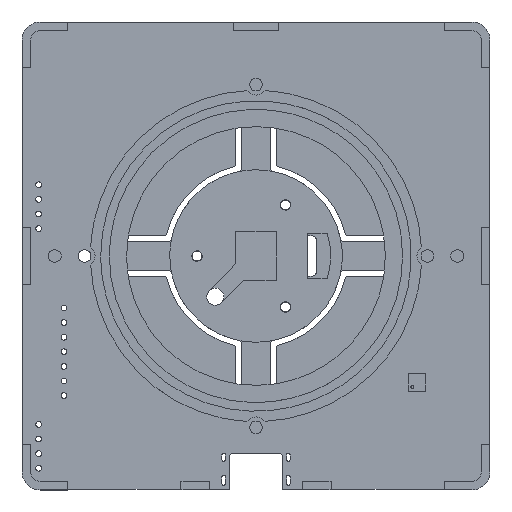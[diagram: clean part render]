
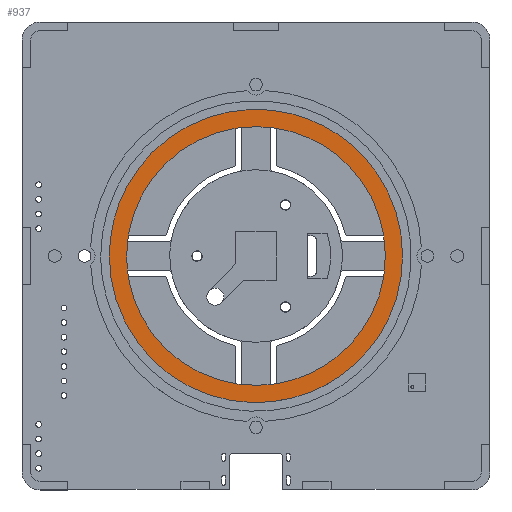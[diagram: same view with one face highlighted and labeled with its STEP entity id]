
A CAD part, top view. The second image highlights one B-rep face of the part: STEP entity #937.
In plain terms, the highlighted free-form (B-spline) face has degree [1, 1] with [2, 2] control points.
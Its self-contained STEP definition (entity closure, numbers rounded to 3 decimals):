
#646 = VERTEX_POINT('',#647);
#647 = CARTESIAN_POINT('',(22.5,0.,0.5));
#655 = ( BOUNDED_SURFACE() B_SPLINE_SURFACE(2,1,(
    (#656,#657)
    ,(#658,#659)
    ,(#660,#661)
    ,(#662,#663)
    ,(#664,#665)
    ,(#666,#667)
    ,(#668,#669)
    ,(#670,#671)
,(#672,#673
    )),.UNSPECIFIED.,.T.,.F.,.F.) B_SPLINE_SURFACE_WITH_KNOTS((3,2,2,2,3
    ),(2,2),(-3.142,-2.094,0.,2.094,
3.142),(0.,0.5),.UNSPECIFIED.) GEOMETRIC_REPRESENTATION_ITEM() 
RATIONAL_B_SPLINE_SURFACE((
    (0.75,0.75)
    ,(0.75,0.75)
    ,(1.,1.)
    ,(0.5,0.5)
    ,(1.,1.)
    ,(0.5,0.5)
    ,(1.,1.)
    ,(0.75,0.75)
,(0.75,0.75))) REPRESENTATION_ITEM('') SURFACE() );
#656 = CARTESIAN_POINT('',(22.5,0.,0.));
#657 = CARTESIAN_POINT('',(22.5,0.,0.5));
#658 = CARTESIAN_POINT('',(22.5,12.99,0.));
#659 = CARTESIAN_POINT('',(22.5,12.99,0.5));
#660 = CARTESIAN_POINT('',(11.25,19.486,0.));
#661 = CARTESIAN_POINT('',(11.25,19.486,0.5));
#662 = CARTESIAN_POINT('',(-22.5,38.971,0.));
#663 = CARTESIAN_POINT('',(-22.5,38.971,0.5));
#664 = CARTESIAN_POINT('',(-22.5,0.,0.));
#665 = CARTESIAN_POINT('',(-22.5,0.,0.5));
#666 = CARTESIAN_POINT('',(-22.5,-38.971,0.));
#667 = CARTESIAN_POINT('',(-22.5,-38.971,0.5));
#668 = CARTESIAN_POINT('',(11.25,-19.486,0.));
#669 = CARTESIAN_POINT('',(11.25,-19.486,0.5));
#670 = CARTESIAN_POINT('',(22.5,-12.99,0.));
#671 = CARTESIAN_POINT('',(22.5,-12.99,0.5));
#672 = CARTESIAN_POINT('',(22.5,0.,0.));
#673 = CARTESIAN_POINT('',(22.5,0.,0.5));
#742 = EDGE_CURVE('',#646,#646,#743,.T.);
#743 = SURFACE_CURVE('',#744,(#752,#778),.PCURVE_S1.);
#744 = ( BOUNDED_CURVE() B_SPLINE_CURVE(2,(#745,#746,#747,#748,#749,#750
,#751),.UNSPECIFIED.,.T.,.F.) B_SPLINE_CURVE_WITH_KNOTS((3,2,2,3),(
    3.142,5.236,7.33,9.425),
.PIECEWISE_BEZIER_KNOTS.) CURVE() GEOMETRIC_REPRESENTATION_ITEM() 
RATIONAL_B_SPLINE_CURVE((1.,0.5,1.,0.5,1.,0.5,1.)) REPRESENTATION_ITEM(
  '') );
#745 = CARTESIAN_POINT('',(22.5,0.,0.5));
#746 = CARTESIAN_POINT('',(22.5,-38.971,0.5));
#747 = CARTESIAN_POINT('',(-11.25,-19.486,0.5));
#748 = CARTESIAN_POINT('',(-45.,0.,0.5));
#749 = CARTESIAN_POINT('',(-11.25,19.486,0.5));
#750 = CARTESIAN_POINT('',(22.5,38.971,0.5));
#751 = CARTESIAN_POINT('',(22.5,0.,0.5));
#752 = PCURVE('',#655,#753);
#753 = DEFINITIONAL_REPRESENTATION('',(#754),#777);
#754 = B_SPLINE_CURVE_WITH_KNOTS('',7,(#755,#756,#757,#758,#759,#760,
    #761,#762,#763,#764,#765,#766,#767,#768,#769,#770,#771,#772,#773,
    #774,#775,#776),.UNSPECIFIED.,.F.,.F.,(8,7,7,8),(3.142,
    5.236,7.33,9.425),
  .PIECEWISE_BEZIER_KNOTS.);
#755 = CARTESIAN_POINT('',(3.142,0.5));
#756 = CARTESIAN_POINT('',(2.927,0.5));
#757 = CARTESIAN_POINT('',(2.579,0.5));
#758 = CARTESIAN_POINT('',(2.588,0.5));
#759 = CARTESIAN_POINT('',(1.601,0.5));
#760 = CARTESIAN_POINT('',(1.61,0.5));
#761 = CARTESIAN_POINT('',(1.262,0.5));
#762 = CARTESIAN_POINT('',(1.047,0.5));
#763 = CARTESIAN_POINT('',(0.833,0.5));
#764 = CARTESIAN_POINT('',(0.485,0.5));
#765 = CARTESIAN_POINT('',(0.493,0.5));
#766 = CARTESIAN_POINT('',(-0.493,0.5));
#767 = CARTESIAN_POINT('',(-0.485,0.5));
#768 = CARTESIAN_POINT('',(-0.833,0.5));
#769 = CARTESIAN_POINT('',(-1.047,0.5));
#770 = CARTESIAN_POINT('',(-1.262,0.5));
#771 = CARTESIAN_POINT('',(-1.61,0.5));
#772 = CARTESIAN_POINT('',(-1.601,0.5));
#773 = CARTESIAN_POINT('',(-2.588,0.5));
#774 = CARTESIAN_POINT('',(-2.579,0.5));
#775 = CARTESIAN_POINT('',(-2.927,0.5));
#776 = CARTESIAN_POINT('',(-3.142,0.5));
#777 = ( GEOMETRIC_REPRESENTATION_CONTEXT(2) 
PARAMETRIC_REPRESENTATION_CONTEXT() REPRESENTATION_CONTEXT('2D SPACE',''
  ) );
#778 = PCURVE('',#779,#784);
#779 = B_SPLINE_SURFACE_WITH_KNOTS('',1,1,(
    (#780,#781)
    ,(#782,#783
    )),.UNSPECIFIED.,.F.,.F.,.F.,(2,2),(2,2),(-25.5,25.5),(-25.5,25.5),
  .PIECEWISE_BEZIER_KNOTS.);
#780 = CARTESIAN_POINT('',(25.5,25.5,0.5));
#781 = CARTESIAN_POINT('',(25.5,-25.5,0.5));
#782 = CARTESIAN_POINT('',(-25.5,25.5,0.5));
#783 = CARTESIAN_POINT('',(-25.5,-25.5,0.5));
#784 = DEFINITIONAL_REPRESENTATION('',(#785),#793);
#785 = ( BOUNDED_CURVE() B_SPLINE_CURVE(2,(#786,#787,#788,#789,#790,#791
,#792),.UNSPECIFIED.,.F.,.F.) B_SPLINE_CURVE_WITH_KNOTS((3,2,2,3),(
    3.142,5.236,7.33,9.425),
.PIECEWISE_BEZIER_KNOTS.) CURVE() GEOMETRIC_REPRESENTATION_ITEM() 
RATIONAL_B_SPLINE_CURVE((1.,0.5,1.,0.5,1.,0.5,1.)) REPRESENTATION_ITEM(
  '') );
#786 = CARTESIAN_POINT('',(-22.5,0.));
#787 = CARTESIAN_POINT('',(-22.5,38.971));
#788 = CARTESIAN_POINT('',(11.25,19.486));
#789 = CARTESIAN_POINT('',(45.,0.));
#790 = CARTESIAN_POINT('',(11.25,-19.486));
#791 = CARTESIAN_POINT('',(-22.5,-38.971));
#792 = CARTESIAN_POINT('',(-22.5,0.));
#793 = ( GEOMETRIC_REPRESENTATION_CONTEXT(2) 
PARAMETRIC_REPRESENTATION_CONTEXT() REPRESENTATION_CONTEXT('2D SPACE',''
  ) );
#798 = EDGE_CURVE('',#799,#799,#801,.T.);
#799 = VERTEX_POINT('',#800);
#800 = CARTESIAN_POINT('',(25.5,0.,0.5));
#801 = SURFACE_CURVE('',#802,(#810,#855),.PCURVE_S1.);
#802 = ( BOUNDED_CURVE() B_SPLINE_CURVE(2,(#803,#804,#805,#806,#807,#808
,#809),.UNSPECIFIED.,.T.,.F.) B_SPLINE_CURVE_WITH_KNOTS((3,2,2,3),(
    3.142,5.236,7.33,9.425),
.PIECEWISE_BEZIER_KNOTS.) CURVE() GEOMETRIC_REPRESENTATION_ITEM() 
RATIONAL_B_SPLINE_CURVE((1.,0.5,1.,0.5,1.,0.5,1.)) REPRESENTATION_ITEM(
  '') );
#803 = CARTESIAN_POINT('',(25.5,0.,0.5));
#804 = CARTESIAN_POINT('',(25.5,44.167,0.5));
#805 = CARTESIAN_POINT('',(-12.75,22.084,0.5));
#806 = CARTESIAN_POINT('',(-51.,0.,0.5));
#807 = CARTESIAN_POINT('',(-12.75,-22.084,0.5));
#808 = CARTESIAN_POINT('',(25.5,-44.167,0.5));
#809 = CARTESIAN_POINT('',(25.5,0.,0.5));
#810 = PCURVE('',#811,#830);
#811 = ( BOUNDED_SURFACE() B_SPLINE_SURFACE(2,1,(
    (#812,#813)
    ,(#814,#815)
    ,(#816,#817)
    ,(#818,#819)
    ,(#820,#821)
    ,(#822,#823)
    ,(#824,#825)
    ,(#826,#827)
,(#828,#829
    )),.UNSPECIFIED.,.T.,.F.,.F.) B_SPLINE_SURFACE_WITH_KNOTS((3,2,2,2,3
    ),(2,2),(-3.142,-2.094,0.,2.094,
3.142),(0.,0.5),.UNSPECIFIED.) GEOMETRIC_REPRESENTATION_ITEM() 
RATIONAL_B_SPLINE_SURFACE((
    (0.75,0.75)
    ,(0.75,0.75)
    ,(1.,1.)
    ,(0.5,0.5)
    ,(1.,1.)
    ,(0.5,0.5)
    ,(1.,1.)
    ,(0.75,0.75)
,(0.75,0.75))) REPRESENTATION_ITEM('') SURFACE() );
#812 = CARTESIAN_POINT('',(25.5,0.,0.));
#813 = CARTESIAN_POINT('',(25.5,0.,0.5));
#814 = CARTESIAN_POINT('',(25.5,14.722,0.));
#815 = CARTESIAN_POINT('',(25.5,14.722,0.5));
#816 = CARTESIAN_POINT('',(12.75,22.084,0.));
#817 = CARTESIAN_POINT('',(12.75,22.084,0.5));
#818 = CARTESIAN_POINT('',(-25.5,44.167,0.));
#819 = CARTESIAN_POINT('',(-25.5,44.167,0.5));
#820 = CARTESIAN_POINT('',(-25.5,0.,0.));
#821 = CARTESIAN_POINT('',(-25.5,0.,0.5));
#822 = CARTESIAN_POINT('',(-25.5,-44.167,0.));
#823 = CARTESIAN_POINT('',(-25.5,-44.167,0.5));
#824 = CARTESIAN_POINT('',(12.75,-22.084,0.));
#825 = CARTESIAN_POINT('',(12.75,-22.084,0.5));
#826 = CARTESIAN_POINT('',(25.5,-14.722,0.));
#827 = CARTESIAN_POINT('',(25.5,-14.722,0.5));
#828 = CARTESIAN_POINT('',(25.5,0.,0.));
#829 = CARTESIAN_POINT('',(25.5,0.,0.5));
#830 = DEFINITIONAL_REPRESENTATION('',(#831),#854);
#831 = B_SPLINE_CURVE_WITH_KNOTS('',7,(#832,#833,#834,#835,#836,#837,
    #838,#839,#840,#841,#842,#843,#844,#845,#846,#847,#848,#849,#850,
    #851,#852,#853),.UNSPECIFIED.,.F.,.F.,(8,7,7,8),(3.142,
    5.236,7.33,9.425),
  .PIECEWISE_BEZIER_KNOTS.);
#832 = CARTESIAN_POINT('',(-3.142,0.5));
#833 = CARTESIAN_POINT('',(-2.927,0.5));
#834 = CARTESIAN_POINT('',(-2.579,0.5));
#835 = CARTESIAN_POINT('',(-2.588,0.5));
#836 = CARTESIAN_POINT('',(-1.601,0.5));
#837 = CARTESIAN_POINT('',(-1.61,0.5));
#838 = CARTESIAN_POINT('',(-1.262,0.5));
#839 = CARTESIAN_POINT('',(-1.047,0.5));
#840 = CARTESIAN_POINT('',(-0.833,0.5));
#841 = CARTESIAN_POINT('',(-0.485,0.5));
#842 = CARTESIAN_POINT('',(-0.493,0.5));
#843 = CARTESIAN_POINT('',(0.493,0.5));
#844 = CARTESIAN_POINT('',(0.485,0.5));
#845 = CARTESIAN_POINT('',(0.833,0.5));
#846 = CARTESIAN_POINT('',(1.047,0.5));
#847 = CARTESIAN_POINT('',(1.262,0.5));
#848 = CARTESIAN_POINT('',(1.61,0.5));
#849 = CARTESIAN_POINT('',(1.601,0.5));
#850 = CARTESIAN_POINT('',(2.588,0.5));
#851 = CARTESIAN_POINT('',(2.579,0.5));
#852 = CARTESIAN_POINT('',(2.927,0.5));
#853 = CARTESIAN_POINT('',(3.142,0.5));
#854 = ( GEOMETRIC_REPRESENTATION_CONTEXT(2) 
PARAMETRIC_REPRESENTATION_CONTEXT() REPRESENTATION_CONTEXT('2D SPACE',''
  ) );
#855 = PCURVE('',#779,#856);
#856 = DEFINITIONAL_REPRESENTATION('',(#857),#865);
#857 = ( BOUNDED_CURVE() B_SPLINE_CURVE(2,(#858,#859,#860,#861,#862,#863
,#864),.UNSPECIFIED.,.F.,.F.) B_SPLINE_CURVE_WITH_KNOTS((3,2,2,3),(
    3.142,5.236,7.33,9.425),
.PIECEWISE_BEZIER_KNOTS.) CURVE() GEOMETRIC_REPRESENTATION_ITEM() 
RATIONAL_B_SPLINE_CURVE((1.,0.5,1.,0.5,1.,0.5,1.)) REPRESENTATION_ITEM(
  '') );
#858 = CARTESIAN_POINT('',(-25.5,0.));
#859 = CARTESIAN_POINT('',(-25.5,-44.167));
#860 = CARTESIAN_POINT('',(12.75,-22.084));
#861 = CARTESIAN_POINT('',(51.,0.));
#862 = CARTESIAN_POINT('',(12.75,22.084));
#863 = CARTESIAN_POINT('',(-25.5,44.167));
#864 = CARTESIAN_POINT('',(-25.5,0.));
#865 = ( GEOMETRIC_REPRESENTATION_CONTEXT(2) 
PARAMETRIC_REPRESENTATION_CONTEXT() REPRESENTATION_CONTEXT('2D SPACE',''
  ) );
#937 = ADVANCED_FACE('',(#938,#941),#779,.T.);
#938 = FACE_BOUND('',#939,.T.);
#939 = EDGE_LOOP('',(#940));
#940 = ORIENTED_EDGE('',*,*,#798,.T.);
#941 = FACE_BOUND('',#942,.T.);
#942 = EDGE_LOOP('',(#943));
#943 = ORIENTED_EDGE('',*,*,#742,.T.);
